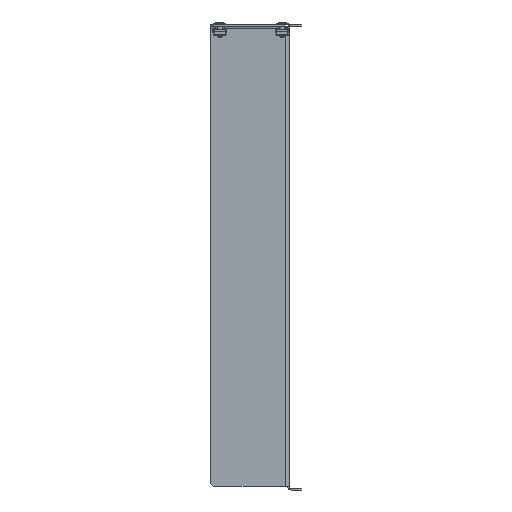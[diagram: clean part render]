
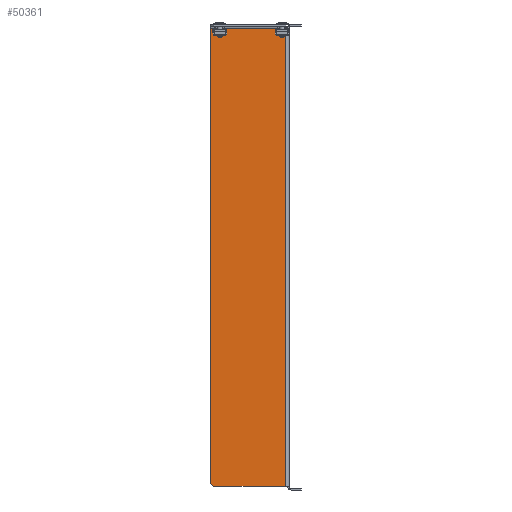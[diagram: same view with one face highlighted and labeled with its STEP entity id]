
A CAD part, left-side view. The second image highlights one B-rep face of the part: STEP entity #50361.
In plain terms, the highlighted planar face has unit normal (-1, 0, 0).
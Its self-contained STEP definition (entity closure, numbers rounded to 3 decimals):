
#1190 = VERTEX_POINT ( 'NONE', #6147 ) ;
#2841 = CARTESIAN_POINT ( 'NONE',  ( -223.9, 74.6, 0. ) ) ;
#4552 = EDGE_CURVE ( 'NONE', #18796, #1190, #43929, .T. ) ;
#4929 = DIRECTION ( 'NONE',  ( 0., -1., 0. ) ) ;
#6147 = CARTESIAN_POINT ( 'NONE',  ( -223.9, 2., -221.6 ) ) ;
#6446 = CARTESIAN_POINT ( 'NONE',  ( -223.9, 71.6, -221.6 ) ) ;
#6506 = CARTESIAN_POINT ( 'NONE',  ( -223.9, 0., 221.6 ) ) ;
#6648 = DIRECTION ( 'NONE',  ( 0., -0.707, -0.707 ) ) ;
#6831 = VECTOR ( 'NONE', #16403, 1000. ) ;
#6978 = AXIS2_PLACEMENT_3D ( 'NONE', #54873, #15199, #56357 ) ;
#8293 = VERTEX_POINT ( 'NONE', #29423 ) ;
#9713 = LINE ( 'NONE', #2841, #12551 ) ;
#11732 = ORIENTED_EDGE ( 'NONE', *, *, #53347, .F. ) ;
#11826 = ORIENTED_EDGE ( 'NONE', *, *, #25100, .T. ) ;
#12551 = VECTOR ( 'NONE', #57233, 1000. ) ;
#14555 = CARTESIAN_POINT ( 'NONE',  ( -223.9, 71.6, -221.6 ) ) ;
#15099 = ORIENTED_EDGE ( 'NONE', *, *, #32059, .T. ) ;
#15199 = DIRECTION ( 'NONE',  ( 1., 0., 0. ) ) ;
#15750 = CARTESIAN_POINT ( 'NONE',  ( -223.9, 74.6, -218.6 ) ) ;
#16403 = DIRECTION ( 'NONE',  ( 0., 0., -1. ) ) ;
#18796 = VERTEX_POINT ( 'NONE', #14555 ) ;
#20409 = CARTESIAN_POINT ( 'NONE',  ( -223.9, 2., -221.6 ) ) ;
#23111 = ORIENTED_EDGE ( 'NONE', *, *, #30875, .T. ) ;
#23254 = PLANE ( 'NONE',  #6978 ) ;
#25100 = EDGE_CURVE ( 'NONE', #53841, #18796, #46407, .T. ) ;
#25221 = EDGE_LOOP ( 'NONE', ( #15099, #11826, #32947, #11732, #23111 ) ) ;
#27539 = VECTOR ( 'NONE', #33686, 1000. ) ;
#29423 = CARTESIAN_POINT ( 'NONE',  ( -223.9, 74.6, 221.6 ) ) ;
#30875 = EDGE_CURVE ( 'NONE', #45027, #8293, #46662, .T. ) ;
#32059 = EDGE_CURVE ( 'NONE', #8293, #53841, #9713, .T. ) ;
#32097 = CARTESIAN_POINT ( 'NONE',  ( -223.9, 0., -221.6 ) ) ;
#32947 = ORIENTED_EDGE ( 'NONE', *, *, #4552, .T. ) ;
#33686 = DIRECTION ( 'NONE',  ( 0., 1., 0. ) ) ;
#37558 = CARTESIAN_POINT ( 'NONE',  ( -223.9, 2., 221.6 ) ) ;
#38249 = VECTOR ( 'NONE', #4929, 1000. ) ;
#41559 = LINE ( 'NONE', #20409, #6831 ) ;
#43929 = LINE ( 'NONE', #32097, #38249 ) ;
#44346 = VECTOR ( 'NONE', #6648, 1000. ) ;
#45027 = VERTEX_POINT ( 'NONE', #37558 ) ;
#46407 = LINE ( 'NONE', #6446, #44346 ) ;
#46662 = LINE ( 'NONE', #6506, #27539 ) ;
#47595 = FACE_OUTER_BOUND ( 'NONE', #25221, .T. ) ;
#50361 = ADVANCED_FACE ( 'NONE', ( #47595 ), #23254, .F. ) ;
#53347 = EDGE_CURVE ( 'NONE', #45027, #1190, #41559, .T. ) ;
#53841 = VERTEX_POINT ( 'NONE', #15750 ) ;
#54873 = CARTESIAN_POINT ( 'NONE',  ( -223.9, 0., 0. ) ) ;
#56357 = DIRECTION ( 'NONE',  ( 0., 1., 0. ) ) ;
#57233 = DIRECTION ( 'NONE',  ( 0., 0., -1. ) ) ;
